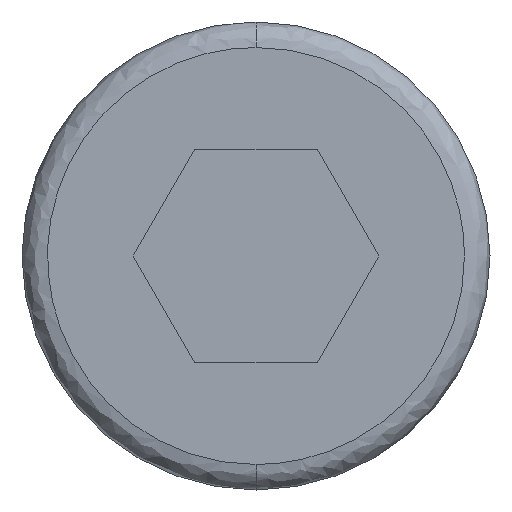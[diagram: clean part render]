
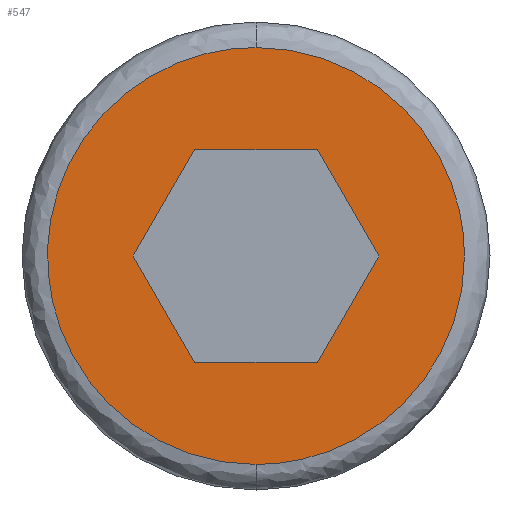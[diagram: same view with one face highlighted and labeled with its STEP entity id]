
A CAD part, front view. The second image highlights one B-rep face of the part: STEP entity #547.
In plain terms, the highlighted planar face has unit normal (0, -1, 0).
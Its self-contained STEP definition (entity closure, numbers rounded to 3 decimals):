
#2 = VECTOR ( 'NONE', #610, 1000. ) ;
#16 = CARTESIAN_POINT ( 'NONE',  ( 2.45, -3., 0. ) ) ;
#22 = CARTESIAN_POINT ( 'NONE',  ( -2.45, -3., 1.435 ) ) ;
#26 = AXIS2_PLACEMENT_3D ( 'NONE', #730, #312, #370 ) ;
#36 = EDGE_CURVE ( 'NONE', #133, #287, #472, .T. ) ;
#40 =( BOUNDED_CURVE ( )  B_SPLINE_CURVE ( 3, ( #140, #82, #376, #16 ),
 .UNSPECIFIED., .F., .T. ) 
 B_SPLINE_CURVE_WITH_KNOTS ( ( 4, 4 ),
 ( 0., 1. ),
 .UNSPECIFIED. ) 
 CURVE ( )  GEOMETRIC_REPRESENTATION_ITEM ( )  RATIONAL_B_SPLINE_CURVE ( ( 1., 0.805, 0.805, 1. ) ) 
 REPRESENTATION_ITEM ( '' )  );
#45 = CARTESIAN_POINT ( 'NONE',  ( -1.443, -3., 0. ) ) ;
#51 = EDGE_CURVE ( 'NONE', #287, #394, #40, .T. ) ;
#52 = ORIENTED_EDGE ( 'NONE', *, *, #445, .T. ) ;
#63 = VERTEX_POINT ( 'NONE', #129 ) ;
#76 = VECTOR ( 'NONE', #720, 1000. ) ;
#79 = CARTESIAN_POINT ( 'NONE',  ( 0., -3., -2.45 ) ) ;
#81 = CARTESIAN_POINT ( 'NONE',  ( 0., -3., -1.25 ) ) ;
#82 = CARTESIAN_POINT ( 'NONE',  ( 1.435, -3., 2.45 ) ) ;
#109 = VECTOR ( 'NONE', #350, 1000. ) ;
#123 = EDGE_CURVE ( 'NONE', #346, #162, #203, .T. ) ;
#129 = CARTESIAN_POINT ( 'NONE',  ( 0.722, -3., -1.25 ) ) ;
#133 = VERTEX_POINT ( 'NONE', #307 ) ;
#135 = CARTESIAN_POINT ( 'NONE',  ( 1.443, -3., 0. ) ) ;
#137 = PLANE ( 'NONE',  #26 ) ;
#140 = CARTESIAN_POINT ( 'NONE',  ( 0., -3., 2.45 ) ) ;
#152 = ORIENTED_EDGE ( 'NONE', *, *, #305, .T. ) ;
#162 = VERTEX_POINT ( 'NONE', #310 ) ;
#163 = EDGE_LOOP ( 'NONE', ( #52, #328, #711, #348, #753, #152 ) ) ;
#166 = CARTESIAN_POINT ( 'NONE',  ( -0.722, -3., -1.25 ) ) ;
#180 = FACE_OUTER_BOUND ( 'NONE', #597, .T. ) ;
#181 = CARTESIAN_POINT ( 'NONE',  ( 2.45, -3., 0. ) ) ;
#188 = CARTESIAN_POINT ( 'NONE',  ( 2.45, -3., 0. ) ) ;
#193 = EDGE_CURVE ( 'NONE', #461, #63, #667, .T. ) ;
#197 = CARTESIAN_POINT ( 'NONE',  ( -1.435, -3., -2.45 ) ) ;
#202 = CARTESIAN_POINT ( 'NONE',  ( -2.45, -3., -1.435 ) ) ;
#203 = LINE ( 'NONE', #490, #76 ) ;
#217 = CARTESIAN_POINT ( 'NONE',  ( 0., -3., 2.45 ) ) ;
#218 = VERTEX_POINT ( 'NONE', #619 ) ;
#275 = VERTEX_POINT ( 'NONE', #510 ) ;
#287 = VERTEX_POINT ( 'NONE', #217 ) ;
#305 = EDGE_CURVE ( 'NONE', #275, #218, #497, .T. ) ;
#307 = CARTESIAN_POINT ( 'NONE',  ( 0., -3., -2.45 ) ) ;
#310 = CARTESIAN_POINT ( 'NONE',  ( -1.443, -3., 0. ) ) ;
#312 = DIRECTION ( 'NONE',  ( 0., -1., 0. ) ) ;
#315 = LINE ( 'NONE', #706, #109 ) ;
#321 = CARTESIAN_POINT ( 'NONE',  ( 0., -3., 1.25 ) ) ;
#328 = ORIENTED_EDGE ( 'NONE', *, *, #193, .T. ) ;
#335 = VECTOR ( 'NONE', #614, 1000. ) ;
#346 = VERTEX_POINT ( 'NONE', #166 ) ;
#348 = ORIENTED_EDGE ( 'NONE', *, *, #123, .T. ) ;
#350 = DIRECTION ( 'NONE',  ( 0.5, 0., -0.866 ) ) ;
#370 = DIRECTION ( 'NONE',  ( 0., 0., -1. ) ) ;
#373 = CARTESIAN_POINT ( 'NONE',  ( -2.45, -3., 0. ) ) ;
#376 = CARTESIAN_POINT ( 'NONE',  ( 2.45, -3., 1.435 ) ) ;
#389 =( BOUNDED_CURVE ( )  B_SPLINE_CURVE ( 3, ( #188, #593, #721, #648 ),
 .UNSPECIFIED., .F., .F. ) 
 B_SPLINE_CURVE_WITH_KNOTS ( ( 4, 4 ),
 ( 0., 0.333 ),
 .UNSPECIFIED. ) 
 CURVE ( )  GEOMETRIC_REPRESENTATION_ITEM ( )  RATIONAL_B_SPLINE_CURVE ( ( 1., 0.805, 0.805, 1. ) ) 
 REPRESENTATION_ITEM ( '' )  );
#391 = LINE ( 'NONE', #81, #408 ) ;
#394 = VERTEX_POINT ( 'NONE', #181 ) ;
#408 = VECTOR ( 'NONE', #541, 1000. ) ;
#409 = ORIENTED_EDGE ( 'NONE', *, *, #542, .F. ) ;
#445 = EDGE_CURVE ( 'NONE', #218, #461, #315, .T. ) ;
#461 = VERTEX_POINT ( 'NONE', #582 ) ;
#472 =( BOUNDED_CURVE ( )  B_SPLINE_CURVE ( 3, ( #79, #197, #202, #373, #22, #602, #594 ),
 .UNSPECIFIED., .F., .T. ) 
 B_SPLINE_CURVE_WITH_KNOTS ( ( 4, 3, 4 ),
 ( 0.333, 0.667, 1. ),
 .UNSPECIFIED. ) 
 CURVE ( )  GEOMETRIC_REPRESENTATION_ITEM ( )  RATIONAL_B_SPLINE_CURVE ( ( 1., 0.805, 0.805, 1., 0.805, 0.805, 1. ) ) 
 REPRESENTATION_ITEM ( '' )  );
#490 = CARTESIAN_POINT ( 'NONE',  ( -0.722, -3., -1.25 ) ) ;
#497 = LINE ( 'NONE', #321, #335 ) ;
#510 = CARTESIAN_POINT ( 'NONE',  ( -0.722, -3., 1.25 ) ) ;
#530 = EDGE_CURVE ( 'NONE', #63, #346, #391, .T. ) ;
#536 = ORIENTED_EDGE ( 'NONE', *, *, #51, .F. ) ;
#541 = DIRECTION ( 'NONE',  ( -1., 0., 0. ) ) ;
#542 = EDGE_CURVE ( 'NONE', #394, #133, #389, .T. ) ;
#547 = ADVANCED_FACE ( 'NONE', ( #595, #180 ), #137, .T. ) ;
#548 = DIRECTION ( 'NONE',  ( -0.5, 0., -0.866 ) ) ;
#550 = ORIENTED_EDGE ( 'NONE', *, *, #36, .F. ) ;
#582 = CARTESIAN_POINT ( 'NONE',  ( 1.443, -3., 0. ) ) ;
#593 = CARTESIAN_POINT ( 'NONE',  ( 2.45, -3., -1.435 ) ) ;
#594 = CARTESIAN_POINT ( 'NONE',  ( 0., -3., 2.45 ) ) ;
#595 = FACE_BOUND ( 'NONE', #163, .T. ) ;
#597 = EDGE_LOOP ( 'NONE', ( #536, #550, #409 ) ) ;
#602 = CARTESIAN_POINT ( 'NONE',  ( -1.435, -3., 2.45 ) ) ;
#610 = DIRECTION ( 'NONE',  ( 0.5, 0., 0.866 ) ) ;
#614 = DIRECTION ( 'NONE',  ( 1., 0., 0. ) ) ;
#619 = CARTESIAN_POINT ( 'NONE',  ( 0.722, -3., 1.25 ) ) ;
#648 = CARTESIAN_POINT ( 'NONE',  ( 0., -3., -2.45 ) ) ;
#667 = LINE ( 'NONE', #135, #677 ) ;
#677 = VECTOR ( 'NONE', #548, 1000. ) ;
#706 = CARTESIAN_POINT ( 'NONE',  ( 0.722, -3., 1.25 ) ) ;
#711 = ORIENTED_EDGE ( 'NONE', *, *, #530, .T. ) ;
#720 = DIRECTION ( 'NONE',  ( -0.5, 0., 0.866 ) ) ;
#721 = CARTESIAN_POINT ( 'NONE',  ( 1.435, -3., -2.45 ) ) ;
#730 = CARTESIAN_POINT ( 'NONE',  ( 0., -3., 0. ) ) ;
#731 = EDGE_CURVE ( 'NONE', #162, #275, #736, .T. ) ;
#736 = LINE ( 'NONE', #45, #2 ) ;
#753 = ORIENTED_EDGE ( 'NONE', *, *, #731, .T. ) ;
